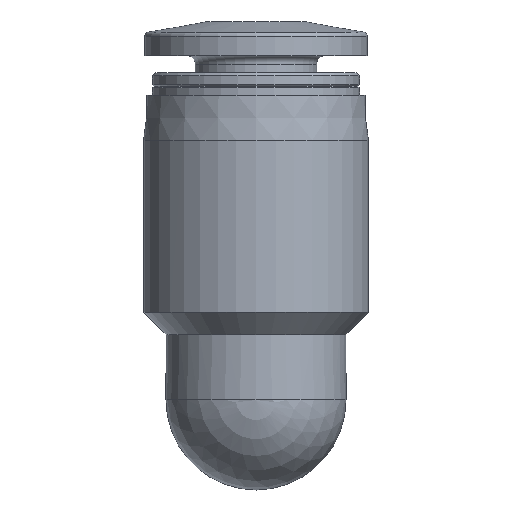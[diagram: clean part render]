
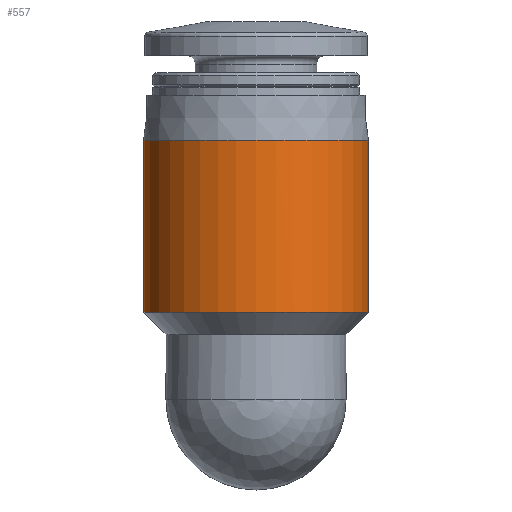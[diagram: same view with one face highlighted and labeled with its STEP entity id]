
A CAD part, left-side view. The second image highlights one B-rep face of the part: STEP entity #557.
In plain terms, the highlighted cylindrical face has radius 5 mm (diameter 10 mm), a full revolution.
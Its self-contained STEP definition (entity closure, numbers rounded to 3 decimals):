
#35=B_SPLINE_CURVE_WITH_KNOTS('',3,(#818,#819,#820,#821),.UNSPECIFIED.,
 .F.,.F.,(4,4),(0.012,0.013),.UNSPECIFIED.);
#36=B_SPLINE_CURVE_WITH_KNOTS('',3,(#823,#824,#825,#826),.UNSPECIFIED.,
 .F.,.F.,(4,4),(0.013,0.014),.UNSPECIFIED.);
#59=ORIENTED_EDGE('',*,*,#132,.F.);
#60=ORIENTED_EDGE('',*,*,#133,.F.);
#61=ORIENTED_EDGE('',*,*,#131,.T.);
#62=ORIENTED_EDGE('',*,*,#134,.F.);
#131=EDGE_CURVE('',#166,#167,#195,.T.);
#132=EDGE_CURVE('',#168,#168,#196,.T.);
#133=EDGE_CURVE('',#166,#169,#35,.T.);
#134=EDGE_CURVE('',#169,#167,#36,.T.);
#166=VERTEX_POINT('',#807);
#167=VERTEX_POINT('',#813);
#168=VERTEX_POINT('',#817);
#169=VERTEX_POINT('',#822);
#195=CIRCLE('',#601,5.);
#196=CIRCLE('',#603,5.);
#225=EDGE_LOOP('',(#59));
#226=EDGE_LOOP('',(#60,#61,#62));
#280=FACE_BOUND('',#225,.T.);
#281=FACE_BOUND('',#226,.T.);
#331=CYLINDRICAL_SURFACE('',#602,5.);
#557=ADVANCED_FACE('',(#280,#281),#331,.T.);
#601=AXIS2_PLACEMENT_3D('',#814,#679,#680);
#602=AXIS2_PLACEMENT_3D('',#815,#681,#682);
#603=AXIS2_PLACEMENT_3D('',#816,#683,#684);
#679=DIRECTION('',(0.,0.,1.));
#680=DIRECTION('',(1.,0.,0.));
#681=DIRECTION('',(0.,0.,1.));
#682=DIRECTION('',(1.,0.,0.));
#683=DIRECTION('',(0.,0.,1.));
#684=DIRECTION('',(1.,0.,0.));
#807=CARTESIAN_POINT('',(4.92,0.889,3.9));
#813=CARTESIAN_POINT('',(4.92,-0.889,3.9));
#814=CARTESIAN_POINT('',(0.,0.,3.9));
#815=CARTESIAN_POINT('',(0.,0.,16.8));
#816=CARTESIAN_POINT('',(0.,0.,11.544));
#817=CARTESIAN_POINT('',(5.,0.,11.544));
#818=CARTESIAN_POINT('',(4.92,0.889,3.9));
#819=CARTESIAN_POINT('',(4.973,0.6,3.966));
#820=CARTESIAN_POINT('',(5.,0.299,4.));
#821=CARTESIAN_POINT('',(5.,0.,4.));
#822=CARTESIAN_POINT('',(5.,0.,4.));
#823=CARTESIAN_POINT('',(5.,0.,4.));
#824=CARTESIAN_POINT('',(5.,-0.298,4.));
#825=CARTESIAN_POINT('',(4.972,-0.601,3.965));
#826=CARTESIAN_POINT('',(4.92,-0.889,3.9));
